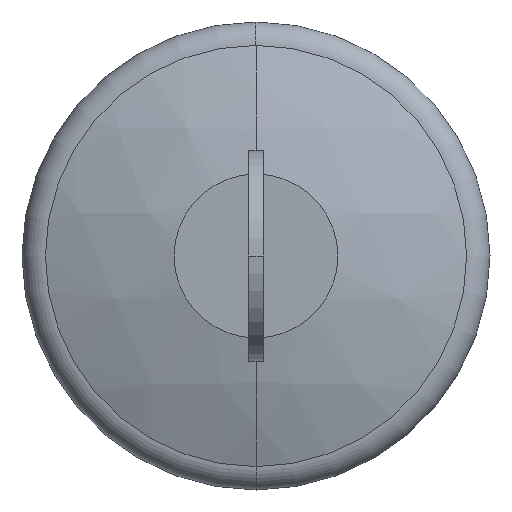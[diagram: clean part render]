
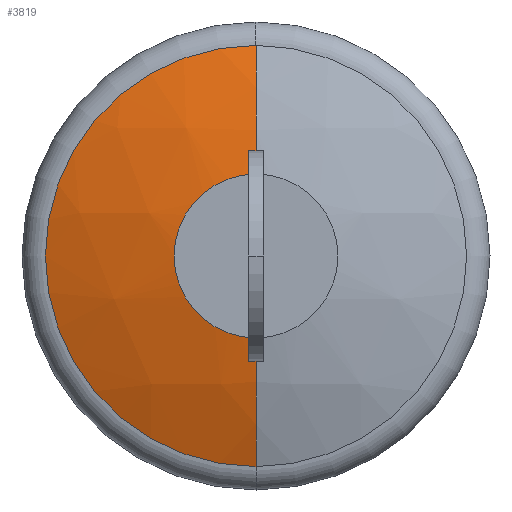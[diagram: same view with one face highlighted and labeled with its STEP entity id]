
A CAD part, left-side view. The second image highlights one B-rep face of the part: STEP entity #3819.
In plain terms, the highlighted spherical face has radius 48.49 mm.
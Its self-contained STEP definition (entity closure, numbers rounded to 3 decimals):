
#3662=CARTESIAN_POINT('POINT3451',(-37.541,
   0.,7.));
#3663=VERTEX_POINT('VERTEX3451',#3662);
#3670=CARTESIAN_POINT('POINT3452',(-37.541,
   0.,-7.));
#3671=VERTEX_POINT('VERTEX3452',#3670);
#3672=CARTESIAN_POINT('POS5971',(-37.541,
   0.,0.));
#3673=DIRECTION('DIR8612',(1.,0.,
   0.));
#3674=DIRECTION('DIR8613',(0.,0.,1.));
#3675=AXIS2_PLACEMENT_3D('AXIS2642',#3672,#3673,#3674);
#3676=CIRCLE('ELLIPSE1037',#3675,7.);
#3677=EDGE_CURVE('EDGE5210',#3671,#3663,#3676,.T.);
#3786=CARTESIAN_POINT('POINT3455',(-34.585,
   0.,18.));
#3787=VERTEX_POINT('VERTEX3455',#3786);
#3788=CARTESIAN_POINT('POS5976',(10.441,
   0.,0.));
#3789=DIRECTION('DIR8621',(0.,-1.,
   0.));
#3790=DIRECTION('DIR8622',(0.,0.,1.));
#3791=AXIS2_PLACEMENT_3D('AXIS2646',#3788,#3789,#3790);
#3792=CIRCLE('ELLIPSE1039',#3791,48.49);
#3793=EDGE_CURVE('EDGE5215',#3787,#3663,#3792,.T.);
#3794=ORIENTED_EDGE('COEDGE10425',*,*,#3793,.F.);
#3795=CARTESIAN_POINT('POINT3456',(-34.585,
   0.,-18.));
#3796=VERTEX_POINT('VERTEX3456',#3795);
#3797=CARTESIAN_POINT('POS5977',(-34.585,0.,
   0.));
#3798=DIRECTION('DIR8623',(1.,0.,0.));
#3799=DIRECTION('DIR8624',(0.,0.,
   1.));
#3800=AXIS2_PLACEMENT_3D('AXIS2647',#3797,#3798,#3799);
#3801=CIRCLE('ELLIPSE1040',#3800,18.);
#3802=EDGE_CURVE('EDGE5216',#3796,#3787,#3801,.T.);
#3803=ORIENTED_EDGE('COEDGE10426',*,*,#3802,.F.);
#3804=CARTESIAN_POINT('POS5978',(10.441,
   0.,0.));
#3805=DIRECTION('DIR8625',(0.,-1.,
   0.));
#3806=DIRECTION('DIR8626',(0.,0.,1.));
#3807=AXIS2_PLACEMENT_3D('AXIS2648',#3804,#3805,#3806);
#3808=CIRCLE('ELLIPSE1041',#3807,48.49);
#3809=EDGE_CURVE('EDGE5217',#3671,#3796,#3808,.T.);
#3810=ORIENTED_EDGE('COEDGE10427',*,*,#3809,.F.);
#3811=ORIENTED_EDGE('COEDGE10428',*,*,#3677,.T.);
#3812=EDGE_LOOP('NONE',(#3794,#3803,#3810,#3811));
#3813=FACE_BOUND('LOOP1',#3812,.T.);
#3814=CARTESIAN_POINT('POS5979',(10.441,
   0.,0.));
#3815=DIRECTION('DIR8627',(0.,0.,1.));
#3816=DIRECTION('DIR8628',(1.,0.,0.));
#3817=AXIS2_PLACEMENT_3D('AXIS2649',#3814,#3815,#3816);
#3818=SPHERICAL_SURFACE('SPHERE_SURF8',#3817,48.49);
#3819=ADVANCED_FACE('FACE1900',(#3813),#3818,.T.);
